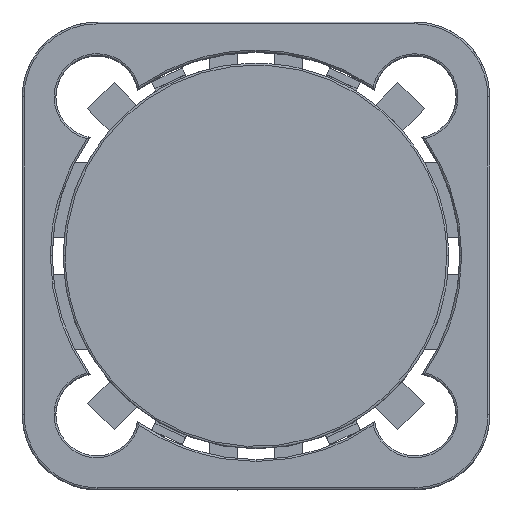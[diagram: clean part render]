
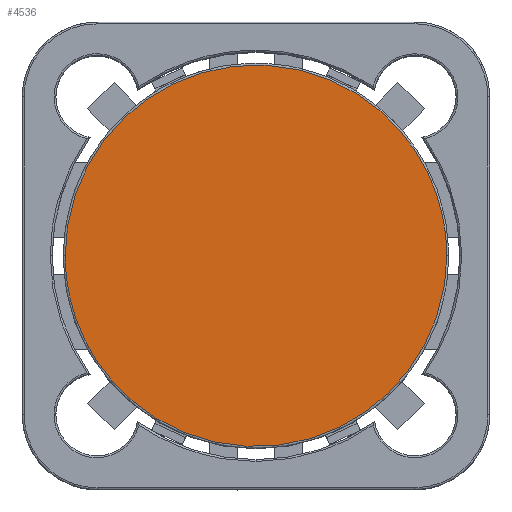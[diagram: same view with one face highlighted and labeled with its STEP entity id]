
A CAD part, top view. The second image highlights one B-rep face of the part: STEP entity #4536.
In plain terms, the highlighted planar face has unit normal (0, 0, 1).
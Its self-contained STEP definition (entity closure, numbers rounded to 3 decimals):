
#140 = DIRECTION ( 'NONE',  ( 0., -1., 0. ) ) ;
#181 =( BOUNDED_CURVE ( )  B_SPLINE_CURVE ( 3, ( #4872, #3216, #1232, #3274 ),
 .UNSPECIFIED., .F., .T. ) 
 B_SPLINE_CURVE_WITH_KNOTS ( ( 4, 4 ),
 ( 0.5, 1. ),
 .UNSPECIFIED. ) 
 CURVE ( )  GEOMETRIC_REPRESENTATION_ITEM ( )  RATIONAL_B_SPLINE_CURVE ( ( 1., 0.333, 0.333, 1. ) ) 
 REPRESENTATION_ITEM ( '' )  );
#316 =( BOUNDED_CURVE ( )  B_SPLINE_CURVE ( 3, ( #4288, #3097, #2277, #2472 ),
 .UNSPECIFIED., .F., .T. ) 
 B_SPLINE_CURVE_WITH_KNOTS ( ( 4, 4 ),
 ( 0., 0.5 ),
 .UNSPECIFIED. ) 
 CURVE ( )  GEOMETRIC_REPRESENTATION_ITEM ( )  RATIONAL_B_SPLINE_CURVE ( ( 1., 0.333, 0.333, 1. ) ) 
 REPRESENTATION_ITEM ( '' )  );
#842 = PLANE ( 'NONE',  #3503 ) ;
#872 = CARTESIAN_POINT ( 'NONE',  ( 0., 0., 8. ) ) ;
#898 = CARTESIAN_POINT ( 'NONE',  ( -5.1, 0., 8. ) ) ;
#1232 = CARTESIAN_POINT ( 'NONE',  ( 5.1, 10.2, 8. ) ) ;
#1278 = FACE_OUTER_BOUND ( 'NONE', #5025, .T. ) ;
#1384 = VERTEX_POINT ( 'NONE', #3676 ) ;
#1940 = ORIENTED_EDGE ( 'NONE', *, *, #5218, .F. ) ;
#2160 = DIRECTION ( 'NONE',  ( 0., 0., 1. ) ) ;
#2176 = EDGE_CURVE ( 'NONE', #4506, #1384, #181, .T. ) ;
#2277 = CARTESIAN_POINT ( 'NONE',  ( -5.1, -10.2, 8. ) ) ;
#2472 = CARTESIAN_POINT ( 'NONE',  ( -5.1, 0., 8. ) ) ;
#3097 = CARTESIAN_POINT ( 'NONE',  ( 5.1, -10.2, 8. ) ) ;
#3216 = CARTESIAN_POINT ( 'NONE',  ( -5.1, 10.2, 8. ) ) ;
#3274 = CARTESIAN_POINT ( 'NONE',  ( 5.1, 0., 8. ) ) ;
#3503 = AXIS2_PLACEMENT_3D ( 'NONE', #872, #2160, #140 ) ;
#3676 = CARTESIAN_POINT ( 'NONE',  ( 5.1, 0., 8. ) ) ;
#4288 = CARTESIAN_POINT ( 'NONE',  ( 5.1, 0., 8. ) ) ;
#4464 = ORIENTED_EDGE ( 'NONE', *, *, #2176, .F. ) ;
#4506 = VERTEX_POINT ( 'NONE', #898 ) ;
#4536 = ADVANCED_FACE ( 'NONE', ( #1278 ), #842, .T. ) ;
#4872 = CARTESIAN_POINT ( 'NONE',  ( -5.1, 0., 8. ) ) ;
#5025 = EDGE_LOOP ( 'NONE', ( #1940, #4464 ) ) ;
#5218 = EDGE_CURVE ( 'NONE', #1384, #4506, #316, .T. ) ;
